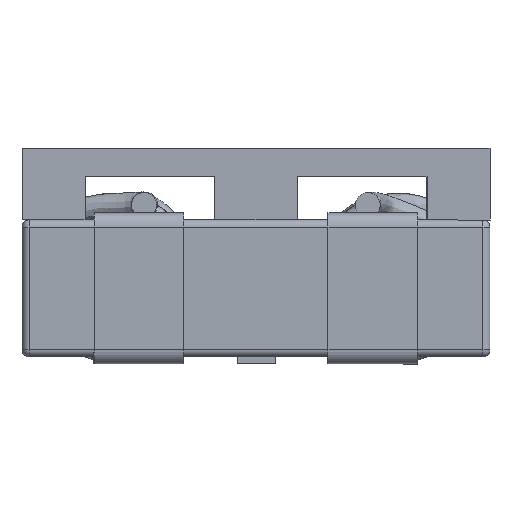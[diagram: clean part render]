
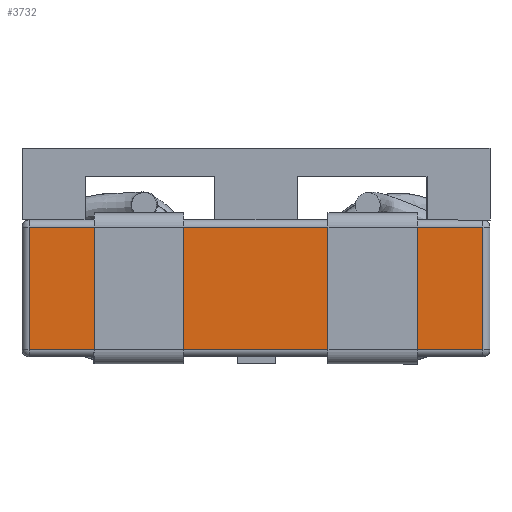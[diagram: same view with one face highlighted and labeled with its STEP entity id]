
A CAD part, front view. The second image highlights one B-rep face of the part: STEP entity #3732.
In plain terms, the highlighted planar face has unit normal (0, -1, 0).
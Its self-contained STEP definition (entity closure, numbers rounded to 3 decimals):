
#619=ORIENTED_EDGE('',*,*,#1656,.T.);
#620=ORIENTED_EDGE('',*,*,#1657,.T.);
#621=ORIENTED_EDGE('',*,*,#1658,.T.);
#622=ORIENTED_EDGE('',*,*,#1659,.T.);
#1656=EDGE_CURVE('',#2170,#2171,#2503,.F.);
#1657=EDGE_CURVE('',#2171,#2172,#2504,.F.);
#1658=EDGE_CURVE('',#2172,#2173,#2505,.T.);
#1659=EDGE_CURVE('',#2173,#2170,#2506,.T.);
#2170=VERTEX_POINT('',#5622);
#2171=VERTEX_POINT('',#5623);
#2172=VERTEX_POINT('',#5625);
#2173=VERTEX_POINT('',#5627);
#2503=LINE('',#5621,#2801);
#2504=LINE('',#5624,#2802);
#2505=LINE('',#5626,#2803);
#2506=LINE('',#5628,#2804);
#2801=VECTOR('',#4613,1000.);
#2802=VECTOR('',#4614,1000.);
#2803=VECTOR('',#4615,1000.);
#2804=VECTOR('',#4616,1000.);
#3071=EDGE_LOOP('',(#619,#620,#621,#622));
#3335=FACE_BOUND('',#3071,.T.);
#3572=PLANE('',#4101);
#3732=ADVANCED_FACE('',(#3335),#3572,.F.);
#4101=AXIS2_PLACEMENT_3D('',#5620,#4611,#4612);
#4611=DIRECTION('',(0.,1.,0.));
#4612=DIRECTION('',(-1.,0.,0.));
#4613=DIRECTION('',(0.,0.,-1.));
#4614=DIRECTION('',(1.,0.,0.));
#4615=DIRECTION('',(0.,0.,-1.));
#4616=DIRECTION('',(1.,0.,0.));
#5620=CARTESIAN_POINT('',(-6.5,-7.5,1.9));
#5621=CARTESIAN_POINT('',(6.3,-7.5,1.9));
#5622=CARTESIAN_POINT('',(6.3,-7.5,-1.7));
#5623=CARTESIAN_POINT('',(6.3,-7.5,1.7));
#5624=CARTESIAN_POINT('',(-6.3,-7.5,1.7));
#5625=CARTESIAN_POINT('',(-6.3,-7.5,1.7));
#5626=CARTESIAN_POINT('',(-6.3,-7.5,1.9));
#5627=CARTESIAN_POINT('',(-6.3,-7.5,-1.7));
#5628=CARTESIAN_POINT('',(-6.5,-7.5,-1.7));
